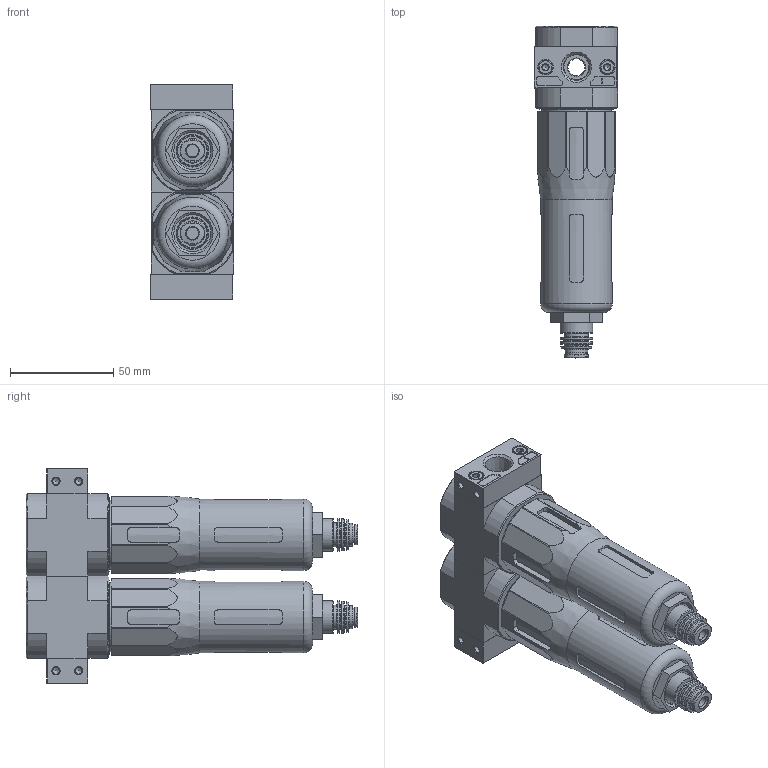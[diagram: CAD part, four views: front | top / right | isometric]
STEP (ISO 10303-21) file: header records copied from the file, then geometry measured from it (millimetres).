
FILE_DESCRIPTION(/* description */ ('STEP AP214'),/* implementation_level */ '2;1');
FILE_NAME(/* name */ '173743_LFMBA-1_4-D-MINI-A-NPT',/* time_stamp */ '2024-09-03T16:25:58+02:00',/* author */ ('License CC BY-ND 4.0'),/* organization */ ('CADENAS'),/* preprocessor_version */ 'ST-DEVELOPER v19.3',/* originating_system */ 'PARTsolutions',/* authorisation */ ' ');
FILE_SCHEMA (('AUTOMOTIVE_DESIGN {1 0 10303 214 3 1 1}'));
Length unit declared in the file: millimetre
Products named in the file (9): 173743 LFMBA-1/4-D-MINI-A-NPT; 679799 PBL-1/4-D-MINI-L-NPT--P1; DIN-912 - M4x16(F); 679800 PBL-1/4-D-MINI-R-NPT--P1; 126039 LFMB-D-MINI-A; 526489 MS4-LFR-V; 359787 LF-D-MINI; 126038 LFMA-D-MINI-A; 355622 FRB-D-MINI
Assembly tree (14 placements, depth 2):
  173743 LFMBA-1/4-D-MINI-A-NPT
    679799 PBL-1/4-D-MINI-L-NPT--P1
    DIN-912 - M4x16(F)  x4
    679800 PBL-1/4-D-MINI-R-NPT--P1
    126039 LFMB-D-MINI-A
    526489 MS4-LFR-V  x2
    359787 LF-D-MINI  x2
    126038 LFMA-D-MINI-A
    355622 FRB-D-MINI  x2
Bounding box: 40.4 x 161.02 x 104 mm (x, y, z)
Volume: 330136.1 mm3; surface area: 66077 mm2
Topology: 14 solids, 14 shells, 708 faces, 1652 edges, 1034 vertices
Faces by surface type: plane 313, cylinder 210, cone 139, torus 46
Full cylindrical faces by diameter (mm): 2.9 x2, 3.242 x10, 4 x6, 5.2 x6, 6 x4, 6.3 x4, 6.5 x2, 7 x4, 11 x4, 11.4 x2, 11.6 x2, 11.8 x2, 12.2 x2, 15.7 x1, 15.8 x2, 15.9 x2, 18 x2, 34.7 x2, 36 x2, 37 x2
Entity records: 18767 total; most frequent: CARTESIAN_POINT 3586, DIRECTION 2508, ORIENTED_EDGE 2412, EDGE_CURVE 1206, AXIS2_PLACEMENT_3D 980, VERTEX_POINT 850, FACE_BOUND 746, EDGE_LOOP 738
